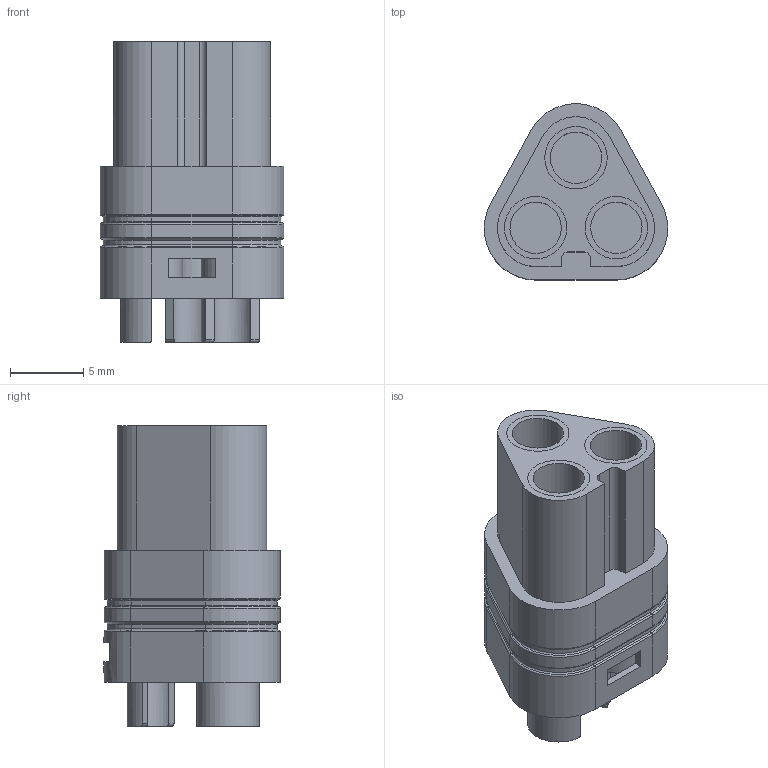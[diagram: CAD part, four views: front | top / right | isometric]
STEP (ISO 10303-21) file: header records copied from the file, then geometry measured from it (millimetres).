
FILE_DESCRIPTION(/* description */ ('STEP AP203'),/* implementation_level */ '2;1');
FILE_NAME(/* name */ '644b7224b44fb47713e8f2ed',/* time_stamp */ '2023-04-28T07:13:40+00:00',/* author */ (''),/* organization */ (''),/* preprocessor_version */ 'ST-DEVELOPER v18.102',/* originating_system */ ' ',/* authorisation */ ' ');
FILE_SCHEMA (('CONFIG_CONTROL_DESIGN'));
Length unit declared in the file: metre
Products named in the file (4): MT60-F
Bounding box: 12.5 x 12 x 20.5 mm (x, y, z)
Volume: 1183.5 mm3; surface area: 2764.7 mm2
Topology: 4 solids, 4 shells, 147 faces, 330 edges, 196 vertices
Faces by surface type: cylinder 65, plane 58, torus 24
Full cylindrical faces by diameter (mm): 2.85 x3, 3.5 x3, 4.25 x6
Entity records: 4072 total; most frequent: DIRECTION 742, CARTESIAN_POINT 689, ORIENTED_EDGE 624, EDGE_CURVE 312, AXIS2_PLACEMENT_3D 291, VERTEX_POINT 190, EDGE_LOOP 174, FACE_BOUND 174
